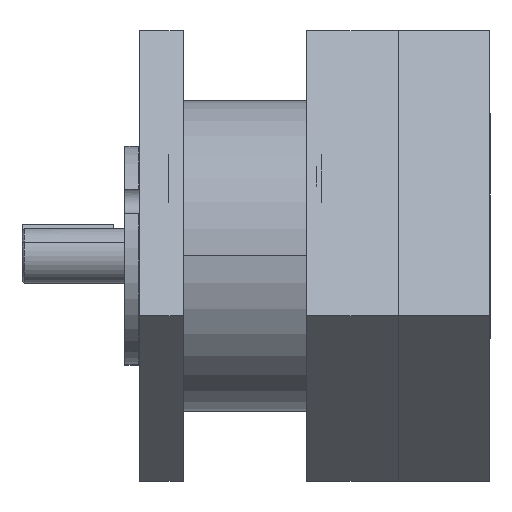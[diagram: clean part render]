
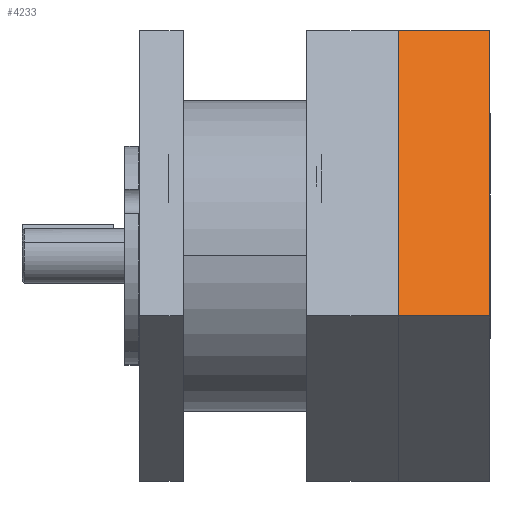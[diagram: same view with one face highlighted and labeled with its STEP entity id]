
A CAD part, top view. The second image highlights one B-rep face of the part: STEP entity #4233.
In plain terms, the highlighted planar face has unit normal (0, 0.5, 0.866).
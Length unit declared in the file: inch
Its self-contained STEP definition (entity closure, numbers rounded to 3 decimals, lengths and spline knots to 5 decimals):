
#32 = CARTESIAN_POINT ( 'NONE',  ( -1.9141, 0.04181, 11.4613 ) ) ;
#87 = CARTESIAN_POINT ( 'NONE',  ( -1.2891, 0.04181, 11.4613 ) ) ;
#1512 = CARTESIAN_POINT ( 'NONE',  ( -1.9141, 1.99036, 10.3363 ) ) ;
#1604 = CARTESIAN_POINT ( 'NONE',  ( -1.2891, 1.99036, 10.3363 ) ) ;
#1885 = VECTOR ( 'NONE', #3163, 39.37008 ) ;
#2079 = VECTOR ( 'NONE', #2878, 39.37008 ) ;
#2081 = FACE_OUTER_BOUND ( 'NONE', #3596, .T. ) ;
#2088 = AXIS2_PLACEMENT_3D ( 'NONE', #3417, #3411, #3421 ) ;
#2106 = VECTOR ( 'NONE', #3511, 39.37008 ) ;
#2146 = VECTOR ( 'NONE', #3682, 39.37008 ) ;
#2878 = DIRECTION ( 'NONE',  ( 0., 0.866, -0.5 ) ) ;
#2879 = CARTESIAN_POINT ( 'NONE',  ( -1.9141, 0.04181, 11.4613 ) ) ;
#2880 = LINE ( 'NONE', #2879, #2079 ) ;
#3162 = LINE ( 'NONE', #3164, #1885 ) ;
#3163 = DIRECTION ( 'NONE',  ( 1., 0., 0. ) ) ;
#3164 = CARTESIAN_POINT ( 'NONE',  ( -1.9141, 1.99036, 10.3363 ) ) ;
#3406 = LINE ( 'NONE', #3507, #2106 ) ;
#3411 = DIRECTION ( 'NONE',  ( 0., -0.5, -0.866 ) ) ;
#3415 = PLANE ( 'NONE',  #2088 ) ;
#3417 = CARTESIAN_POINT ( 'NONE',  ( -1.9141, 0.04181, 11.4613 ) ) ;
#3421 = DIRECTION ( 'NONE',  ( -1., 0., 0. ) ) ;
#3507 = CARTESIAN_POINT ( 'NONE',  ( -1.9141, 0.04181, 11.4613 ) ) ;
#3511 = DIRECTION ( 'NONE',  ( 1., 0., 0. ) ) ;
#3596 = EDGE_LOOP ( 'NONE', ( #5841, #5740, #5850, #5742 ) ) ;
#3679 = CARTESIAN_POINT ( 'NONE',  ( -1.2891, 0.04181, 11.4613 ) ) ;
#3681 = LINE ( 'NONE', #3679, #2146 ) ;
#3682 = DIRECTION ( 'NONE',  ( 0., 0.866, -0.5 ) ) ;
#4122 = EDGE_CURVE ( 'NONE', #5257, #5258, #3162, .T. ) ;
#4226 = EDGE_CURVE ( 'NONE', #5117, #5257, #2880, .T. ) ;
#4233 = ADVANCED_FACE ( 'NONE', ( #2081 ), #3415, .F. ) ;
#4240 = EDGE_CURVE ( 'NONE', #5117, #5121, #3406, .T. ) ;
#4258 = EDGE_CURVE ( 'NONE', #5121, #5258, #3681, .T. ) ;
#5117 = VERTEX_POINT ( 'NONE', #32 ) ;
#5121 = VERTEX_POINT ( 'NONE', #87 ) ;
#5257 = VERTEX_POINT ( 'NONE', #1512 ) ;
#5258 = VERTEX_POINT ( 'NONE', #1604 ) ;
#5740 = ORIENTED_EDGE ( 'NONE', *, *, #4226, .F. ) ;
#5742 = ORIENTED_EDGE ( 'NONE', *, *, #4258, .T. ) ;
#5841 = ORIENTED_EDGE ( 'NONE', *, *, #4122, .F. ) ;
#5850 = ORIENTED_EDGE ( 'NONE', *, *, #4240, .T. ) ;
